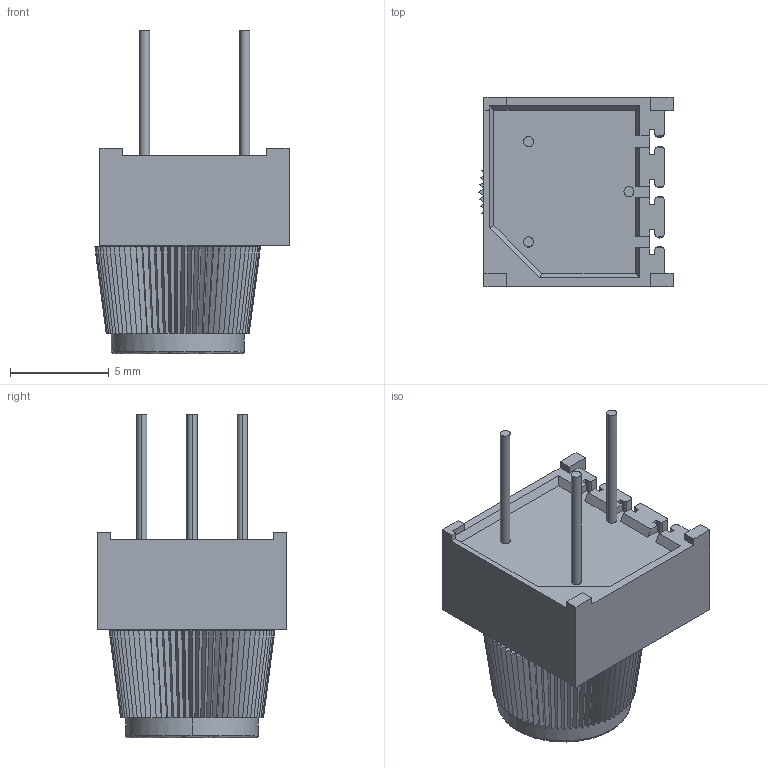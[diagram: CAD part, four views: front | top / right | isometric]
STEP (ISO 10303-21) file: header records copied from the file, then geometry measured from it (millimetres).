
FILE_DESCRIPTION (( 'STEP AP214' ), '1' );
FILE_NAME ('User Library-3386F(T)-214.STEP', '2019-11-11T10:21:15', ( '' ), ( '' ), 'SwSTEP 2.0', 'SolidWorks 2019', '' );
FILE_SCHEMA (( 'AUTOMOTIVE_DESIGN' ));
Length unit declared in the file: millimetre
Products named in the file (5): MANIFOLD_SOLID_BREP_18751; MANIFOLD_SOLID_BREP_19018; MANIFOLD_SOLID_BREP_18840; MANIFOLD_SOLID_BREP_18929; User Library-3386F(T)-214
Assembly tree (4 placements, depth 2):
  User Library-3386F(T)-214
    MANIFOLD_SOLID_BREP_18751
    MANIFOLD_SOLID_BREP_18840
    MANIFOLD_SOLID_BREP_18929
    MANIFOLD_SOLID_BREP_19018
Bounding box: 9.83 x 9.58 x 16.38 mm (x, y, z)
Volume: 597.2 mm3; surface area: 741.1 mm2
Topology: 4 solids, 4 shells, 820 faces, 2217 edges, 1429 vertices
Faces by surface type: plane 647, bspline 144, cylinder 23, torus 4, cone 2
Entity records: 37672 total; most frequent: CARTESIAN_POINT 8965, ORIENTED_EDGE 4434, DIRECTION 3292, EDGE_CURVE 2217, LINE 1868, VECTOR 1868, VERTEX_POINT 1429, EDGE_LOOP 844
